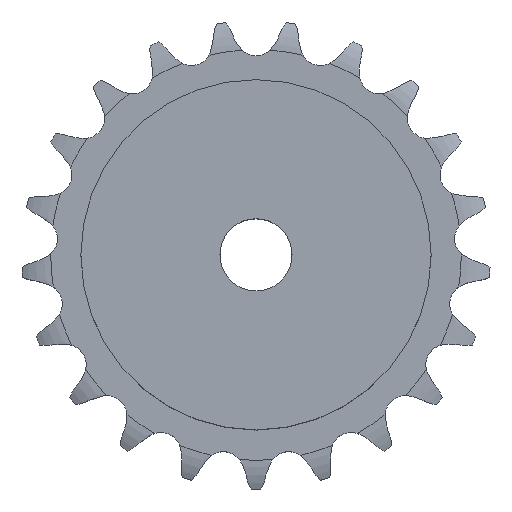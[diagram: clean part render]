
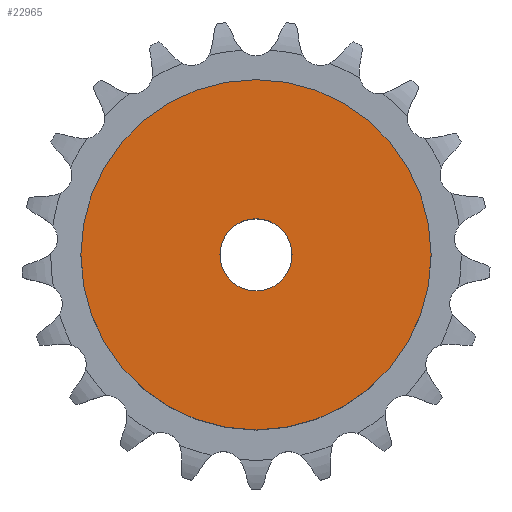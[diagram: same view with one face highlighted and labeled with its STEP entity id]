
A CAD part, top view. The second image highlights one B-rep face of the part: STEP entity #22965.
In plain terms, the highlighted planar face has unit normal (0, 0, 1).
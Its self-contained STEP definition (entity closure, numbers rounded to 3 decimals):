
#3021 = CYLINDRICAL_SURFACE('',#3022,34.);
#3022 = AXIS2_PLACEMENT_3D('',#3023,#3024,#3025);
#3023 = CARTESIAN_POINT('',(0.,0.,0.));
#3024 = DIRECTION('',(-0.,-0.,-1.));
#3025 = DIRECTION('',(1.,0.,0.));
#14650 = VERTEX_POINT('',#14651);
#14651 = CARTESIAN_POINT('',(34.,0.,28.));
#14672 = EDGE_CURVE('',#14650,#14650,#14673,.T.);
#14673 = SURFACE_CURVE('',#14674,(#14679,#14686),.PCURVE_S1.);
#14674 = CIRCLE('',#14675,34.);
#14675 = AXIS2_PLACEMENT_3D('',#14676,#14677,#14678);
#14676 = CARTESIAN_POINT('',(0.,0.,28.));
#14677 = DIRECTION('',(0.,0.,1.));
#14678 = DIRECTION('',(1.,0.,0.));
#14679 = PCURVE('',#3021,#14680);
#14680 = DEFINITIONAL_REPRESENTATION('',(#14681),#14685);
#14681 = LINE('',#14682,#14683);
#14682 = CARTESIAN_POINT('',(-0.,-28.));
#14683 = VECTOR('',#14684,1.);
#14684 = DIRECTION('',(-1.,0.));
#14685 = ( GEOMETRIC_REPRESENTATION_CONTEXT(2) 
PARAMETRIC_REPRESENTATION_CONTEXT() REPRESENTATION_CONTEXT('2D SPACE',''
  ) );
#14686 = PCURVE('',#14687,#14692);
#14687 = PLANE('',#14688);
#14688 = AXIS2_PLACEMENT_3D('',#14689,#14690,#14691);
#14689 = CARTESIAN_POINT('',(0.,0.,28.)
  );
#14690 = DIRECTION('',(0.,0.,1.));
#14691 = DIRECTION('',(1.,0.,0.));
#14692 = DEFINITIONAL_REPRESENTATION('',(#14693),#14697);
#14693 = CIRCLE('',#14694,34.);
#14694 = AXIS2_PLACEMENT_2D('',#14695,#14696);
#14695 = CARTESIAN_POINT('',(0.,0.));
#14696 = DIRECTION('',(1.,0.));
#14697 = ( GEOMETRIC_REPRESENTATION_CONTEXT(2) 
PARAMETRIC_REPRESENTATION_CONTEXT() REPRESENTATION_CONTEXT('2D SPACE',''
  ) );
#19574 = CYLINDRICAL_SURFACE('',#19575,7.);
#19575 = AXIS2_PLACEMENT_3D('',#19576,#19577,#19578);
#19576 = CARTESIAN_POINT('',(0.,0.,143.358));
#19577 = DIRECTION('',(0.,0.,1.));
#19578 = DIRECTION('',(1.,0.,0.));
#22965 = ADVANCED_FACE('',(#22966,#22969),#14687,.T.);
#22966 = FACE_BOUND('',#22967,.T.);
#22967 = EDGE_LOOP('',(#22968));
#22968 = ORIENTED_EDGE('',*,*,#14672,.T.);
#22969 = FACE_BOUND('',#22970,.T.);
#22970 = EDGE_LOOP('',(#22971));
#22971 = ORIENTED_EDGE('',*,*,#22972,.F.);
#22972 = EDGE_CURVE('',#22973,#22973,#22975,.T.);
#22973 = VERTEX_POINT('',#22974);
#22974 = CARTESIAN_POINT('',(7.,0.,28.));
#22975 = SURFACE_CURVE('',#22976,(#22981,#22988),.PCURVE_S1.);
#22976 = CIRCLE('',#22977,7.);
#22977 = AXIS2_PLACEMENT_3D('',#22978,#22979,#22980);
#22978 = CARTESIAN_POINT('',(0.,0.,28.));
#22979 = DIRECTION('',(0.,0.,1.));
#22980 = DIRECTION('',(1.,0.,0.));
#22981 = PCURVE('',#14687,#22982);
#22982 = DEFINITIONAL_REPRESENTATION('',(#22983),#22987);
#22983 = CIRCLE('',#22984,7.);
#22984 = AXIS2_PLACEMENT_2D('',#22985,#22986);
#22985 = CARTESIAN_POINT('',(0.,0.));
#22986 = DIRECTION('',(1.,0.));
#22987 = ( GEOMETRIC_REPRESENTATION_CONTEXT(2) 
PARAMETRIC_REPRESENTATION_CONTEXT() REPRESENTATION_CONTEXT('2D SPACE',''
  ) );
#22988 = PCURVE('',#19574,#22989);
#22989 = DEFINITIONAL_REPRESENTATION('',(#22990),#22994);
#22990 = LINE('',#22991,#22992);
#22991 = CARTESIAN_POINT('',(0.,-115.358));
#22992 = VECTOR('',#22993,1.);
#22993 = DIRECTION('',(1.,0.));
#22994 = ( GEOMETRIC_REPRESENTATION_CONTEXT(2) 
PARAMETRIC_REPRESENTATION_CONTEXT() REPRESENTATION_CONTEXT('2D SPACE',''
  ) );
